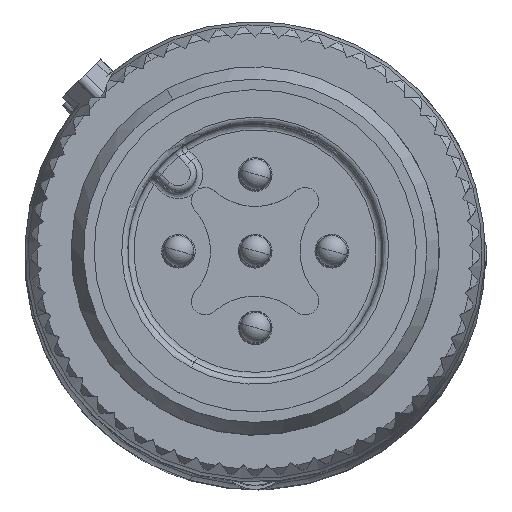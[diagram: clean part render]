
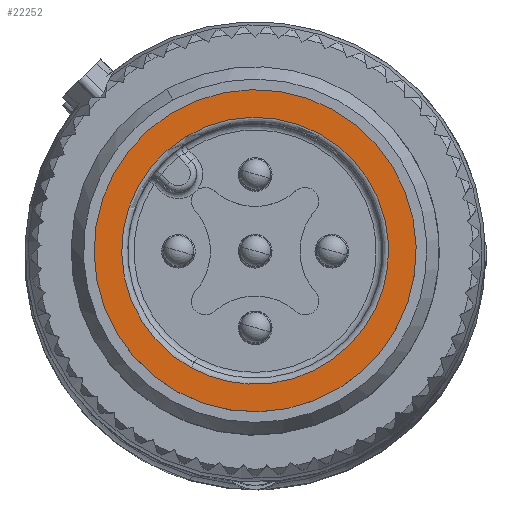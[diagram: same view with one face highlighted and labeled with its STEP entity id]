
A CAD part, top view. The second image highlights one B-rep face of the part: STEP entity #22252.
In plain terms, the highlighted planar face has unit normal (0, 0, 1).
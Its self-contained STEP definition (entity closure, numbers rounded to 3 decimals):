
#21919=AXIS2_PLACEMENT_3D('Circle Axis2P3D',#21917,#21918,$) ;
#21937=AXIS2_PLACEMENT_3D('Circle Axis2P3D',#21935,#21936,$) ;
#21944=AXIS2_PLACEMENT_3D('Circle Axis2P3D',#21942,#21943,$) ;
#22227=AXIS2_PLACEMENT_3D('Plane Axis2P3D',#22224,#22225,#22226) ;
#22231=AXIS2_PLACEMENT_3D('Circle Axis2P3D',#22229,#22230,$) ;
#22240=AXIS2_PLACEMENT_3D('Circle Axis2P3D',#22238,#22239,$) ;
#21907=CARTESIAN_POINT('Vertex',(5.414,3.738,194.)) ;
#21914=CARTESIAN_POINT('Vertex',(9.586,11.372,194.)) ;
#21917=CARTESIAN_POINT('Axis2P3D Location',(7.5,7.555,194.)) ;
#21935=CARTESIAN_POINT('Axis2P3D Location',(7.5,7.555,194.)) ;
#21939=CARTESIAN_POINT('Vertex',(7.272,3.211,194.)) ;
#21942=CARTESIAN_POINT('Axis2P3D Location',(7.5,7.555,194.)) ;
#22224=CARTESIAN_POINT('Axis2P3D Location',(7.5,3.405,194.)) ;
#22229=CARTESIAN_POINT('Axis2P3D Location',(7.5,7.555,194.)) ;
#22233=CARTESIAN_POINT('Vertex',(4.983,2.948,194.)) ;
#22235=CARTESIAN_POINT('Vertex',(10.017,12.162,194.)) ;
#22238=CARTESIAN_POINT('Axis2P3D Location',(7.5,7.555,194.)) ;
#21918=DIRECTION('Axis2P3D Direction',(0.,0.,-1.)) ;
#21936=DIRECTION('Axis2P3D Direction',(0.,0.,-1.)) ;
#21943=DIRECTION('Axis2P3D Direction',(0.,0.,-1.)) ;
#22225=DIRECTION('Axis2P3D Direction',(0.,0.,-1.)) ;
#22226=DIRECTION('Axis2P3D XDirection',(-1.,0.,0.)) ;
#22230=DIRECTION('Axis2P3D Direction',(0.,0.,-1.)) ;
#22239=DIRECTION('Axis2P3D Direction',(0.,0.,-1.)) ;
#22244=ORIENTED_EDGE('',*,*,#22237,.F.) ;
#22245=ORIENTED_EDGE('',*,*,#22242,.F.) ;
#22248=ORIENTED_EDGE('',*,*,#21921,.T.) ;
#22249=ORIENTED_EDGE('',*,*,#21946,.T.) ;
#22250=ORIENTED_EDGE('',*,*,#21941,.T.) ;
#22251=FACE_BOUND('',#22247,.T.) ;
#22252=ADVANCED_FACE('Hauptk\X2\00F6\X0\rper',(#22246,#22251),#22228,.F.) ;
#21920=CIRCLE('generated circle',#21919,4.35) ;
#21938=CIRCLE('generated circle',#21937,4.35) ;
#21945=CIRCLE('generated circle',#21944,4.35) ;
#22232=CIRCLE('generated circle',#22231,5.25) ;
#22241=CIRCLE('generated circle',#22240,5.25) ;
#21921=EDGE_CURVE('',#21908,#21915,#21920,.T.) ;
#21941=EDGE_CURVE('',#21940,#21908,#21938,.T.) ;
#21946=EDGE_CURVE('',#21915,#21940,#21945,.T.) ;
#22237=EDGE_CURVE('',#22234,#22236,#22232,.T.) ;
#22242=EDGE_CURVE('',#22236,#22234,#22241,.T.) ;
#22243=EDGE_LOOP('',(#22244,#22245)) ;
#22247=EDGE_LOOP('',(#22248,#22249,#22250)) ;
#22246=FACE_OUTER_BOUND('',#22243,.T.) ;
#22228=PLANE('',#22227) ;
#21908=VERTEX_POINT('',#21907) ;
#21915=VERTEX_POINT('',#21914) ;
#21940=VERTEX_POINT('',#21939) ;
#22234=VERTEX_POINT('',#22233) ;
#22236=VERTEX_POINT('',#22235) ;
